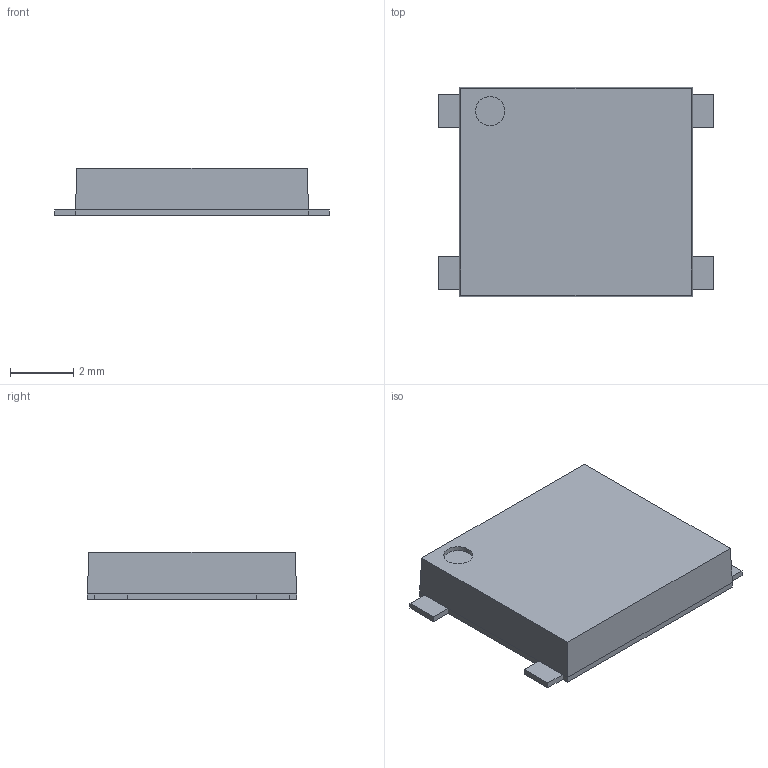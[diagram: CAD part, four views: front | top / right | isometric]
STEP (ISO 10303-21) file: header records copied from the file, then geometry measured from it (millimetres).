
FILE_DESCRIPTION(('FreeCAD Model'),'2;1');
FILE_NAME('13924225.1.1.stp','2021-05-10T20:22:00',( 'Author'),(''),'Open CASCADE STEP processor 6.9','FreeCAD','Unknown' );
FILE_SCHEMA(('AUTOMOTIVE_DESIGN { 1 0 10303 214 1 1 1 1 }'));
Length unit declared in the file: millimetre
Products named in the file (4): ASSEMBLY; Body; PinsArrayL; PinsArrayR
Assembly tree (3 placements, depth 2):
  ASSEMBLY
    Body
    PinsArrayL
    PinsArrayR
Bounding box: 8.65 x 6.6 x 1.5 mm (x, y, z)
Volume: 72.6 mm3; surface area: 152 mm2
Topology: 5 solids, 5 shells, 36 faces, 71 edges, 46 vertices
Faces by surface type: plane 35, cylinder 1
Full cylindrical faces by diameter (mm): 0.919 x1
Entity records: 1934 total; most frequent: CARTESIAN_POINT 299, DIRECTION 295, LINE 209, VECTOR 209, ORIENTED_EDGE 142, PCURVE 142, DEFINITIONAL_REPRESENTATION 142, EDGE_CURVE 71
